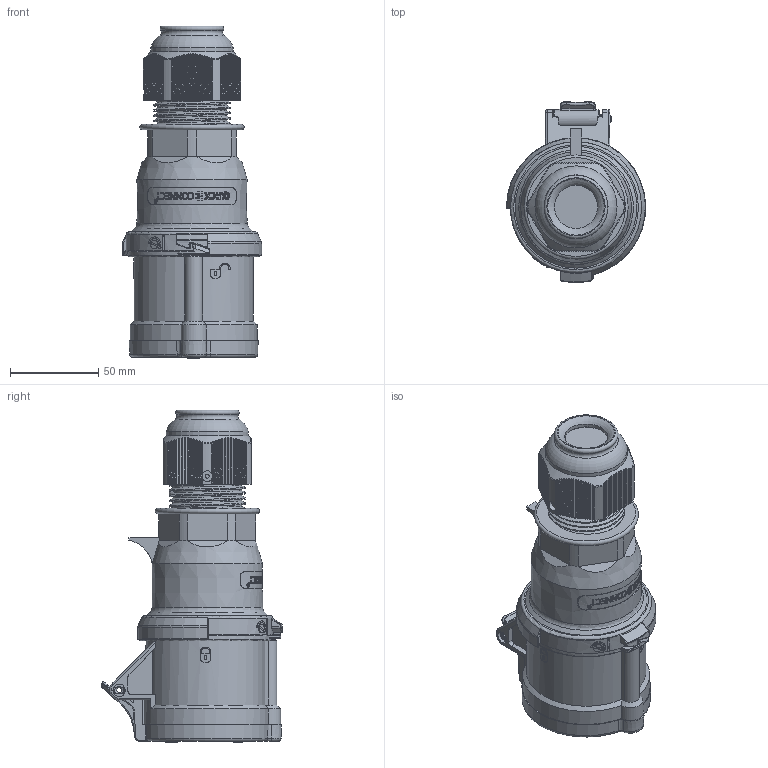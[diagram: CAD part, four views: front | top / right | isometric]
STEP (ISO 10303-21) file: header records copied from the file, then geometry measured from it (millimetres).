
FILE_DESCRIPTION(/* description */ (''),/* implementation_level */ '2;1');
FILE_NAME(/* name */ '3148.stp',/* time_stamp */ '2023-09-19T10:53:54+02:00',/* author */ ('massmann'),/* organization */ (''),/* preprocessor_version */ 'ST-DEVELOPER v17',/* originating_system */ 'Autodesk Inventor 2018',/* authorisation */ '');
FILE_SCHEMA (('AUTOMOTIVE_DESIGN { 1 0 10303 214 3 1 1 }'));
Length unit declared in the file: millimetre
Products named in the file (1): 105463
Bounding box: 78.87 x 102.53 x 188.07 mm (x, y, z)
Volume: 552113.7 mm3; surface area: 64572.2 mm2
Topology: 1 solids, 1 shells, 2378 faces, 6876 edges, 4555 vertices
Faces by surface type: bspline 1451, plane 607, cylinder 211, torus 65, cone 38, sphere 6
Full cylindrical faces by diameter (mm): 2.2 x1, 4.2 x3, 6 x1, 7 x1, 24.5 x1, 39.212 x4, 43.251 x5, 46.5 x1, 74.5 x1
Entity records: 105525 total; most frequent: CARTESIAN_POINT 51280, ORIENTED_EDGE 13720, EDGE_CURVE 6860, DIRECTION 6022, VERTEX_POINT 4555, B_SPLINE_CURVE_WITH_KNOTS 3061, LINE 2838, VECTOR 2838
